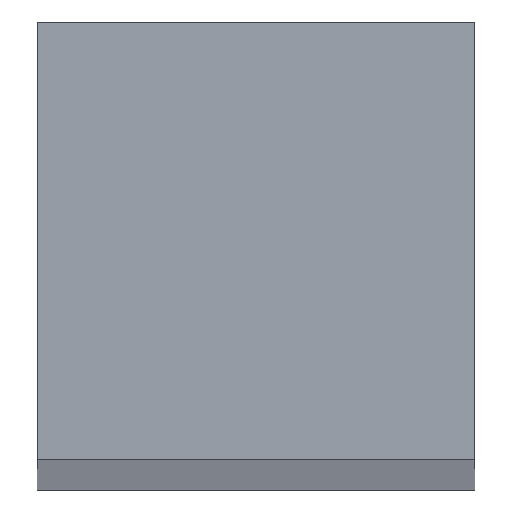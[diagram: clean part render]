
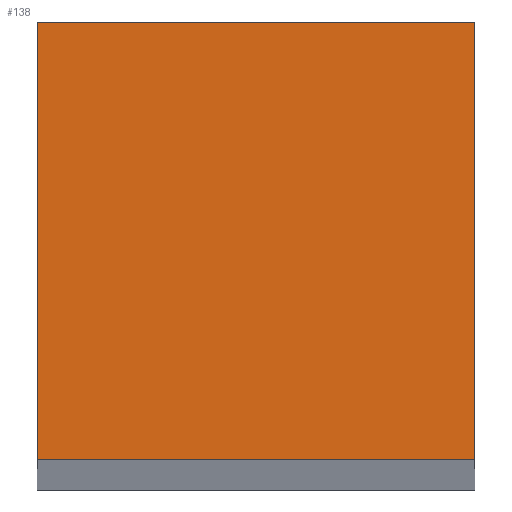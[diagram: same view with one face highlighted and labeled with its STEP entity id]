
A CAD part, top view. The second image highlights one B-rep face of the part: STEP entity #138.
In plain terms, the highlighted planar face has unit normal (0, 0, 1).
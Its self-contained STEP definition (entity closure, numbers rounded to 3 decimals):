
#4 = CARTESIAN_POINT ( 'NONE',  ( -12.5, 12.5, 1000. ) ) ;
#11 = FACE_OUTER_BOUND ( 'NONE', #120, .T. ) ;
#21 = EDGE_CURVE ( 'NONE', #50, #86, #213, .T. ) ;
#27 = DIRECTION ( 'NONE',  ( 0., 0., -1. ) ) ;
#50 = VERTEX_POINT ( 'NONE', #52 ) ;
#52 = CARTESIAN_POINT ( 'NONE',  ( -12.5, -12.5, 1000. ) ) ;
#64 = VERTEX_POINT ( 'NONE', #4 ) ;
#65 = VERTEX_POINT ( 'NONE', #68 ) ;
#68 = CARTESIAN_POINT ( 'NONE',  ( 12.5, 12.5, 1000. ) ) ;
#71 = DIRECTION ( 'NONE',  ( 1., 0., 0. ) ) ;
#76 = EDGE_CURVE ( 'NONE', #64, #50, #123, .T. ) ;
#86 = VERTEX_POINT ( 'NONE', #164 ) ;
#90 = AXIS2_PLACEMENT_3D ( 'NONE', #106, #27, #220 ) ;
#92 = DIRECTION ( 'NONE',  ( -1., 0., 0. ) ) ;
#95 = DIRECTION ( 'NONE',  ( 0., 1., 0. ) ) ;
#106 = CARTESIAN_POINT ( 'NONE',  ( 0., 0., 1000. ) ) ;
#115 = EDGE_CURVE ( 'NONE', #86, #65, #141, .T. ) ;
#116 = ORIENTED_EDGE ( 'NONE', *, *, #115, .T. ) ;
#118 = VECTOR ( 'NONE', #129, 1000. ) ;
#120 = EDGE_LOOP ( 'NONE', ( #116, #139, #211, #178 ) ) ;
#123 = LINE ( 'NONE', #195, #118 ) ;
#126 = LINE ( 'NONE', #202, #185 ) ;
#127 = PLANE ( 'NONE',  #90 ) ;
#129 = DIRECTION ( 'NONE',  ( 0., -1., 0. ) ) ;
#138 = ADVANCED_FACE ( 'NONE', ( #11 ), #127, .F. ) ;
#139 = ORIENTED_EDGE ( 'NONE', *, *, #143, .T. ) ;
#141 = LINE ( 'NONE', #221, #154 ) ;
#143 = EDGE_CURVE ( 'NONE', #65, #64, #126, .T. ) ;
#154 = VECTOR ( 'NONE', #95, 1000. ) ;
#164 = CARTESIAN_POINT ( 'NONE',  ( 12.5, -12.5, 1000. ) ) ;
#178 = ORIENTED_EDGE ( 'NONE', *, *, #21, .T. ) ;
#185 = VECTOR ( 'NONE', #92, 1000. ) ;
#193 = CARTESIAN_POINT ( 'NONE',  ( -12.5, -12.5, 1000. ) ) ;
#195 = CARTESIAN_POINT ( 'NONE',  ( -12.5, -12.5, 1000. ) ) ;
#202 = CARTESIAN_POINT ( 'NONE',  ( -12.5, 12.5, 1000. ) ) ;
#211 = ORIENTED_EDGE ( 'NONE', *, *, #76, .T. ) ;
#212 = VECTOR ( 'NONE', #71, 1000. ) ;
#213 = LINE ( 'NONE', #193, #212 ) ;
#220 = DIRECTION ( 'NONE',  ( -1., 0., 0. ) ) ;
#221 = CARTESIAN_POINT ( 'NONE',  ( 12.5, -12.5, 1000. ) ) ;
